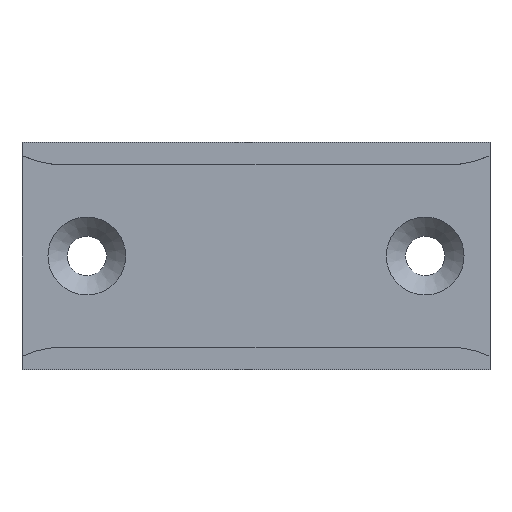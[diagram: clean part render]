
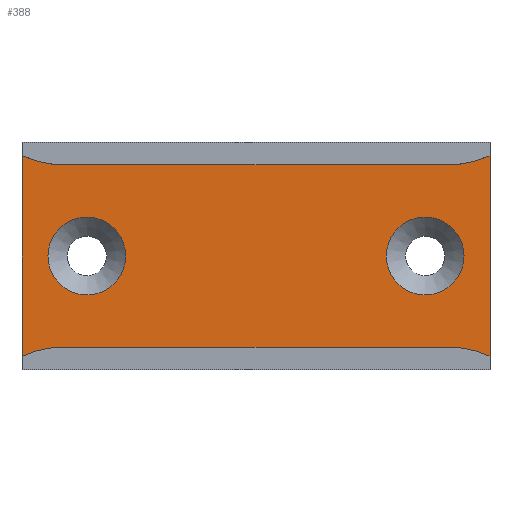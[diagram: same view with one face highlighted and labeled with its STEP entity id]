
A CAD part, top view. The second image highlights one B-rep face of the part: STEP entity #388.
In plain terms, the highlighted face is planar.
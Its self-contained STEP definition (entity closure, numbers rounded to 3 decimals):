
#29=FACE_BOUND('',#71,.T.);
#30=FACE_BOUND('',#72,.T.);
#33=PLANE('',#415);
#48=FACE_OUTER_BOUND('',#70,.T.);
#70=EDGE_LOOP('',(#281,#282,#283,#284));
#71=EDGE_LOOP('',(#285));
#72=EDGE_LOOP('',(#286));
#96=LINE('',#581,#136);
#97=LINE('',#583,#137);
#98=LINE('',#585,#138);
#99=LINE('',#586,#139);
#136=VECTOR('',#463,10.);
#137=VECTOR('',#464,10.);
#138=VECTOR('',#465,10.);
#139=VECTOR('',#466,10.);
#175=CIRCLE('',#413,3.45);
#177=CIRCLE('',#416,3.45);
#189=VERTEX_POINT('',#573);
#191=VERTEX_POINT('',#579);
#192=VERTEX_POINT('',#580);
#193=VERTEX_POINT('',#582);
#194=VERTEX_POINT('',#584);
#195=VERTEX_POINT('',#587);
#223=EDGE_CURVE('',#189,#189,#175,.T.);
#226=EDGE_CURVE('',#191,#192,#96,.T.);
#227=EDGE_CURVE('',#193,#192,#97,.T.);
#228=EDGE_CURVE('',#194,#193,#98,.T.);
#229=EDGE_CURVE('',#191,#194,#99,.T.);
#230=EDGE_CURVE('',#195,#195,#177,.T.);
#281=ORIENTED_EDGE('',*,*,#226,.T.);
#282=ORIENTED_EDGE('',*,*,#227,.F.);
#283=ORIENTED_EDGE('',*,*,#228,.F.);
#284=ORIENTED_EDGE('',*,*,#229,.F.);
#285=ORIENTED_EDGE('',*,*,#230,.F.);
#286=ORIENTED_EDGE('',*,*,#223,.F.);
#388=ADVANCED_FACE('',(#48,#29,#30),#33,.T.);
#413=AXIS2_PLACEMENT_3D('',#574,#456,#457);
#415=AXIS2_PLACEMENT_3D('',#578,#461,#462);
#416=AXIS2_PLACEMENT_3D('',#588,#467,#468);
#456=DIRECTION('center_axis',(0.,0.,-1.));
#457=DIRECTION('ref_axis',(1.,0.,0.));
#461=DIRECTION('center_axis',(0.,0.,-1.));
#462=DIRECTION('ref_axis',(-1.,0.,0.));
#463=DIRECTION('',(1.,0.,0.));
#464=DIRECTION('',(0.,1.,0.));
#465=DIRECTION('',(1.,0.,0.));
#466=DIRECTION('',(0.,-1.,0.));
#467=DIRECTION('center_axis',(0.,0.,-1.));
#468=DIRECTION('ref_axis',(1.,0.,0.));
#573=CARTESIAN_POINT('',(-6.807,15.,0.168));
#574=CARTESIAN_POINT('Origin',(-3.357,15.,0.168));
#578=CARTESIAN_POINT('Origin',(-3.357,0.,0.168));
#579=CARTESIAN_POINT('',(-12.253,20.75,0.168));
#580=CARTESIAN_POINT('',(5.539,20.75,0.168));
#581=CARTESIAN_POINT('',(5.439,20.75,0.168));
#582=CARTESIAN_POINT('',(5.539,-20.75,0.168));
#583=CARTESIAN_POINT('',(5.539,0.,0.168));
#584=CARTESIAN_POINT('',(-12.253,-20.75,0.168));
#585=CARTESIAN_POINT('',(5.439,-20.75,0.168));
#586=CARTESIAN_POINT('',(-12.253,0.,0.168));
#587=CARTESIAN_POINT('',(-6.807,-15.,0.168));
#588=CARTESIAN_POINT('Origin',(-3.357,-15.,0.168));
